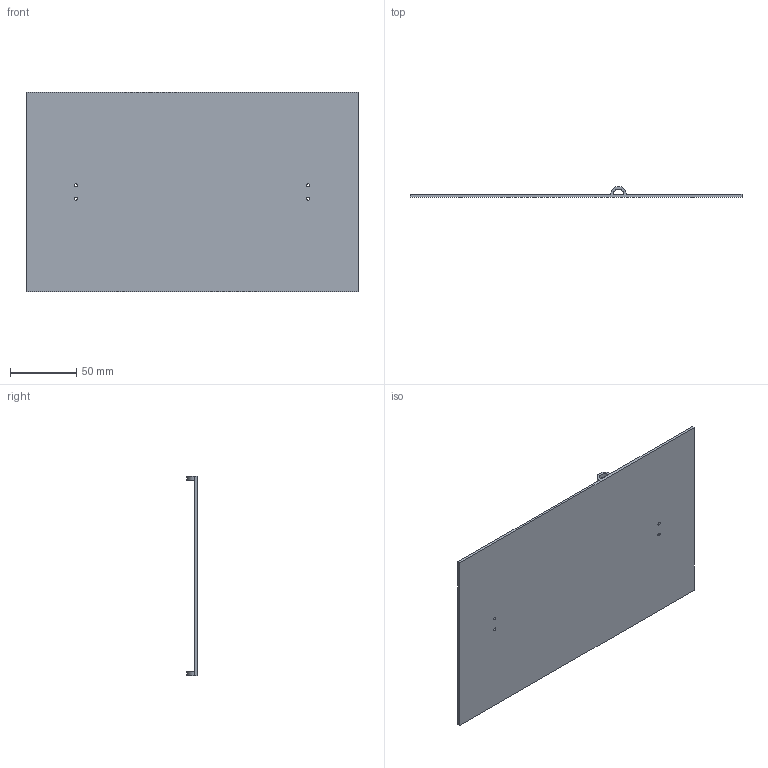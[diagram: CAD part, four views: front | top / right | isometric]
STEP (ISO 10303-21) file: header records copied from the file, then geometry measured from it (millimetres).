
FILE_DESCRIPTION (( 'STEP AP203' ), '1' );
FILE_NAME ('MountingPlate_Default_sldprt.STEP', '2021-02-13T10:56:21', ( '' ), ( '' ), 'SwSTEP 2.0', 'SolidWorks 2019', '' );
FILE_SCHEMA (( 'CONFIG_CONTROL_DESIGN' ));
Length unit declared in the file: millimetre
Products named in the file (1): MountingPlate_Default_sldprt
Bounding box: 250 x 8 x 150 mm (x, y, z)
Volume: 75152.3 mm3; surface area: 76914.3 mm2
Topology: 1 solids, 1 shells, 20 faces, 60 edges, 40 vertices
Faces by surface type: cylinder 12, plane 8
Entity records: 789 total; most frequent: DIRECTION 126, CARTESIAN_POINT 121, ORIENTED_EDGE 120, EDGE_CURVE 60, AXIS2_PLACEMENT_3D 45, VERTEX_POINT 40, VECTOR 36, LINE 36
